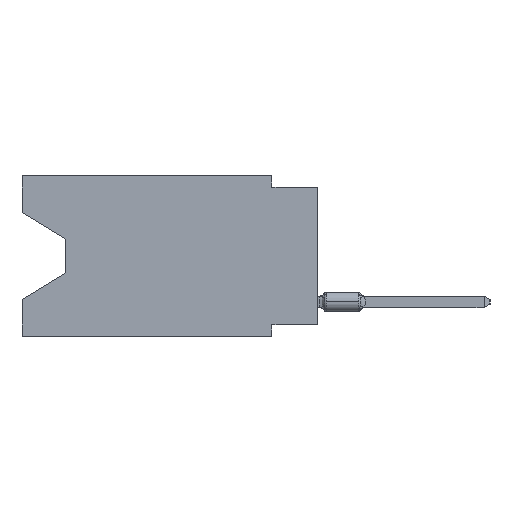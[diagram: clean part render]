
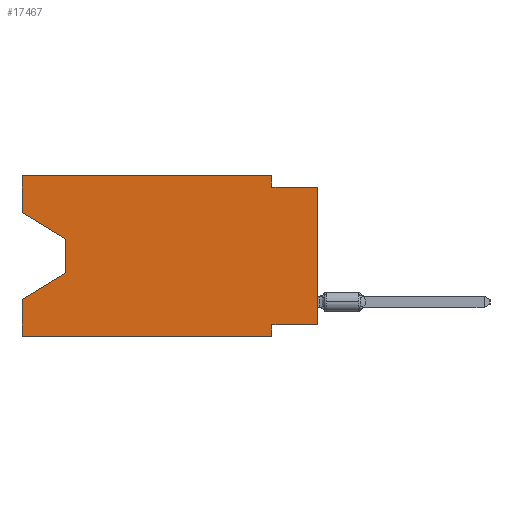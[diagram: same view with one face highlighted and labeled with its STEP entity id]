
A CAD part, left-side view. The second image highlights one B-rep face of the part: STEP entity #17467.
In plain terms, the highlighted planar face has unit normal (-1, 0, 0).
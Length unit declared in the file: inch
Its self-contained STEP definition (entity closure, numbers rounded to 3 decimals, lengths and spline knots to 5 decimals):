
#171 = EDGE_CURVE ( 'NONE', #28106, #5571, #9525, .T. ) ;
#197 = VERTEX_POINT ( 'NONE', #32886 ) ;
#604 = DIRECTION ( 'NONE',  ( 0., 0., -1. ) ) ;
#913 = CARTESIAN_POINT ( 'NONE',  ( 0., 0.1, -0.325 ) ) ;
#924 = CARTESIAN_POINT ( 'NONE',  ( 0., 0.55, -0.212 ) ) ;
#962 = VECTOR ( 'NONE', #40337, 39.37008 ) ;
#1532 = DIRECTION ( 'NONE',  ( 0., 0., -1. ) ) ;
#2087 = CARTESIAN_POINT ( 'NONE',  ( 0., 0., -0.025 ) ) ;
#2244 = LINE ( 'NONE', #34529, #34595 ) ;
#2335 = VERTEX_POINT ( 'NONE', #18080 ) ;
#3346 = VECTOR ( 'NONE', #13121, 39.37008 ) ;
#4044 = LINE ( 'NONE', #31660, #7606 ) ;
#4533 = DIRECTION ( 'NONE',  ( 0., 0., 1. ) ) ;
#4590 = ORIENTED_EDGE ( 'NONE', *, *, #9951, .T. ) ;
#4773 = EDGE_CURVE ( 'NONE', #16377, #41718, #4044, .T. ) ;
#5152 = LINE ( 'NONE', #42243, #24275 ) ;
#5480 = ORIENTED_EDGE ( 'NONE', *, *, #21246, .F. ) ;
#5571 = VERTEX_POINT ( 'NONE', #924 ) ;
#5845 = CARTESIAN_POINT ( 'NONE',  ( 0., 0.645, 0. ) ) ;
#5962 = ORIENTED_EDGE ( 'NONE', *, *, #31672, .T. ) ;
#6422 = CARTESIAN_POINT ( 'NONE',  ( 0., 0., 0. ) ) ;
#6887 = EDGE_CURVE ( 'NONE', #2335, #8547, #11497, .T. ) ;
#7236 = DIRECTION ( 'NONE',  ( 0., -1., 0. ) ) ;
#7606 = VECTOR ( 'NONE', #15047, 39.37008 ) ;
#8203 = CARTESIAN_POINT ( 'NONE',  ( 0., 0.55, -0.138 ) ) ;
#8351 = LINE ( 'NONE', #37857, #38344 ) ;
#8547 = VERTEX_POINT ( 'NONE', #43540 ) ;
#9232 = CARTESIAN_POINT ( 'NONE',  ( 0., 0.1, -0.35 ) ) ;
#9306 = CARTESIAN_POINT ( 'NONE',  ( 0., 0.55, -0.138 ) ) ;
#9525 = LINE ( 'NONE', #9306, #3346 ) ;
#9951 = EDGE_CURVE ( 'NONE', #5571, #8547, #15654, .T. ) ;
#10186 = LINE ( 'NONE', #30855, #29274 ) ;
#10190 = ORIENTED_EDGE ( 'NONE', *, *, #4773, .F. ) ;
#10675 = DIRECTION ( 'NONE',  ( 0., 1., 0. ) ) ;
#11047 = CARTESIAN_POINT ( 'NONE',  ( 0., 0.645, 0. ) ) ;
#11137 = EDGE_CURVE ( 'NONE', #29940, #30185, #22307, .T. ) ;
#11223 = VECTOR ( 'NONE', #4533, 39.37008 ) ;
#11497 = LINE ( 'NONE', #11047, #11223 ) ;
#12598 = ORIENTED_EDGE ( 'NONE', *, *, #23367, .F. ) ;
#12895 = CARTESIAN_POINT ( 'NONE',  ( 0., 0.645, -0.08025 ) ) ;
#13121 = DIRECTION ( 'NONE',  ( 0., 0., -1. ) ) ;
#13926 = DIRECTION ( 'NONE',  ( 0., -1., 0. ) ) ;
#13986 = AXIS2_PLACEMENT_3D ( 'NONE', #42627, #36113, #1532 ) ;
#15047 = DIRECTION ( 'NONE',  ( 0., -1., 0. ) ) ;
#15276 = EDGE_CURVE ( 'NONE', #2335, #30185, #40724, .T. ) ;
#15654 = LINE ( 'NONE', #15867, #22305 ) ;
#15867 = CARTESIAN_POINT ( 'NONE',  ( 0., 0.55, -0.212 ) ) ;
#16377 = VERTEX_POINT ( 'NONE', #40601 ) ;
#17322 = ORIENTED_EDGE ( 'NONE', *, *, #171, .T. ) ;
#17467 = ADVANCED_FACE ( 'NONE', ( #18192 ), #32308, .F. ) ;
#18080 = CARTESIAN_POINT ( 'NONE',  ( 0., 0.645, -0.35 ) ) ;
#18192 = FACE_OUTER_BOUND ( 'NONE', #34110, .T. ) ;
#19252 = VECTOR ( 'NONE', #7236, 39.37008 ) ;
#20440 = LINE ( 'NONE', #34138, #31973 ) ;
#20751 = DIRECTION ( 'NONE',  ( 0., 0., -1. ) ) ;
#21246 = EDGE_CURVE ( 'NONE', #38387, #42129, #5152, .T. ) ;
#22305 = VECTOR ( 'NONE', #24950, 39.37008 ) ;
#22307 = LINE ( 'NONE', #38336, #42436 ) ;
#23367 = EDGE_CURVE ( 'NONE', #25782, #29940, #8351, .T. ) ;
#23823 = ORIENTED_EDGE ( 'NONE', *, *, #6887, .F. ) ;
#23983 = DIRECTION ( 'NONE',  ( 0., -0.855, -0.519 ) ) ;
#24275 = VECTOR ( 'NONE', #29218, 39.37008 ) ;
#24950 = DIRECTION ( 'NONE',  ( 0., 0.855, -0.519 ) ) ;
#25029 = ORIENTED_EDGE ( 'NONE', *, *, #30252, .T. ) ;
#25107 = ORIENTED_EDGE ( 'NONE', *, *, #15276, .T. ) ;
#25782 = VERTEX_POINT ( 'NONE', #37268 ) ;
#26770 = ORIENTED_EDGE ( 'NONE', *, *, #42314, .F. ) ;
#28106 = VERTEX_POINT ( 'NONE', #8203 ) ;
#29218 = DIRECTION ( 'NONE',  ( 0., 0., 1. ) ) ;
#29274 = VECTOR ( 'NONE', #20751, 39.37008 ) ;
#29940 = VERTEX_POINT ( 'NONE', #913 ) ;
#30185 = VERTEX_POINT ( 'NONE', #9232 ) ;
#30252 = EDGE_CURVE ( 'NONE', #38387, #28106, #2244, .T. ) ;
#30806 = ORIENTED_EDGE ( 'NONE', *, *, #11137, .F. ) ;
#30855 = CARTESIAN_POINT ( 'NONE',  ( 0., 0.1, 0. ) ) ;
#31660 = CARTESIAN_POINT ( 'NONE',  ( 0., 0., -0.025 ) ) ;
#31672 = EDGE_CURVE ( 'NONE', #25782, #41718, #37411, .T. ) ;
#31906 = ORIENTED_EDGE ( 'NONE', *, *, #44387, .F. ) ;
#31973 = VECTOR ( 'NONE', #13926, 39.37008 ) ;
#32308 = PLANE ( 'NONE',  #13986 ) ;
#32886 = CARTESIAN_POINT ( 'NONE',  ( 0., 0.1, 0. ) ) ;
#34110 = EDGE_LOOP ( 'NONE', ( #25029, #17322, #4590, #23823, #25107, #30806, #12598, #5962, #10190, #31906, #26770, #5480 ) ) ;
#34138 = CARTESIAN_POINT ( 'NONE',  ( 0., 0.645, 0. ) ) ;
#34529 = CARTESIAN_POINT ( 'NONE',  ( 0., 0.645, -0.08025 ) ) ;
#34595 = VECTOR ( 'NONE', #23983, 39.37008 ) ;
#36113 = DIRECTION ( 'NONE',  ( 1., 0., 0. ) ) ;
#37268 = CARTESIAN_POINT ( 'NONE',  ( 0., 0., -0.325 ) ) ;
#37411 = LINE ( 'NONE', #6422, #962 ) ;
#37857 = CARTESIAN_POINT ( 'NONE',  ( 0., 0., -0.325 ) ) ;
#38336 = CARTESIAN_POINT ( 'NONE',  ( 0., 0.1, -0.35 ) ) ;
#38344 = VECTOR ( 'NONE', #10675, 39.37008 ) ;
#38387 = VERTEX_POINT ( 'NONE', #12895 ) ;
#40337 = DIRECTION ( 'NONE',  ( 0., 0., 1. ) ) ;
#40601 = CARTESIAN_POINT ( 'NONE',  ( 0., 0.1, -0.025 ) ) ;
#40724 = LINE ( 'NONE', #41606, #19252 ) ;
#41606 = CARTESIAN_POINT ( 'NONE',  ( 0., 0.645, -0.35 ) ) ;
#41718 = VERTEX_POINT ( 'NONE', #2087 ) ;
#42129 = VERTEX_POINT ( 'NONE', #5845 ) ;
#42243 = CARTESIAN_POINT ( 'NONE',  ( 0., 0.645, 0. ) ) ;
#42314 = EDGE_CURVE ( 'NONE', #42129, #197, #20440, .T. ) ;
#42436 = VECTOR ( 'NONE', #604, 39.37008 ) ;
#42627 = CARTESIAN_POINT ( 'NONE',  ( 0., 0.645, 0. ) ) ;
#43540 = CARTESIAN_POINT ( 'NONE',  ( 0., 0.645, -0.26975 ) ) ;
#44387 = EDGE_CURVE ( 'NONE', #197, #16377, #10186, .T. ) ;
